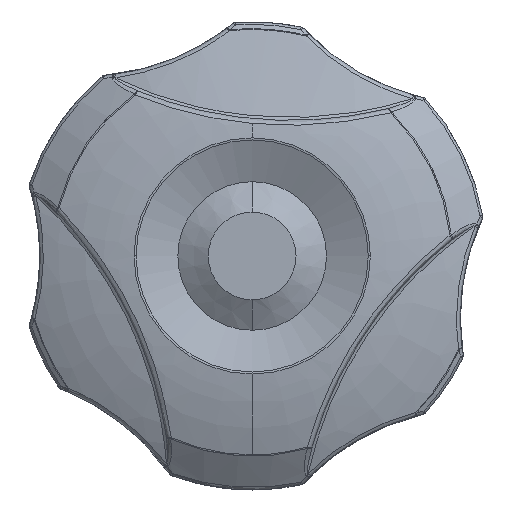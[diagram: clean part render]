
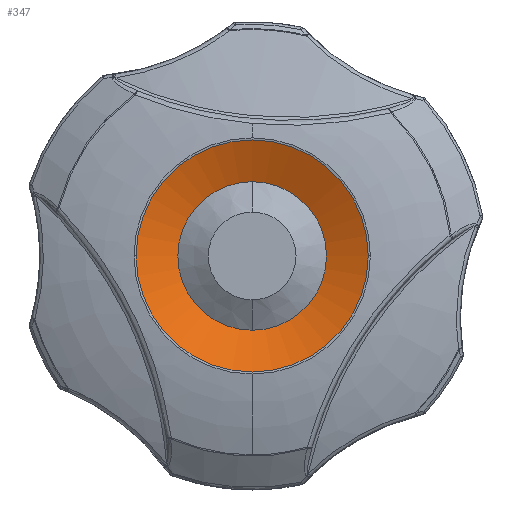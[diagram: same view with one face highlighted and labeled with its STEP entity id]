
A CAD part, left-side view. The second image highlights one B-rep face of the part: STEP entity #347.
In plain terms, the highlighted free-form (B-spline) face has degree [3, 3] with [4, 4] control points.
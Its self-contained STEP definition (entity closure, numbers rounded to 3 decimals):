
#347=ADVANCED_FACE('NONE',(#881,#882),#883,.F.);
#881=FACE_OUTER_BOUND('',#2091,.T.);
#882=FACE_BOUND('',#2092,.T.);
#883=(B_SPLINE_SURFACE(3,3,((#2094,#2095,#2096,#2097),(#2098,#2099,#2100,#2101),(#2102,#2103,#2104,#2105),(#2106,#2107,#2108,#2109)),.UNSPECIFIED.,.F.,.F.,.F.)B_SPLINE_SURFACE_WITH_KNOTS((4,4),(4,4),(0.01,0.992),(0.006,0.992),.UNSPECIFIED.)RATIONAL_B_SPLINE_SURFACE(((0.996,0.919,0.919,0.996),(0.92,0.848,0.848,0.919),(0.92,0.849,0.848,0.919),(0.997,0.92,0.92,0.996)))BOUNDED_SURFACE()REPRESENTATION_ITEM('')GEOMETRIC_REPRESENTATION_ITEM()SURFACE());
#2091=EDGE_LOOP('',(#6108,#6109));
#2092=EDGE_LOOP('',(#6110,#6111));
#2094=CARTESIAN_POINT('',(-23.742,-8.777,9.927));
#2095=CARTESIAN_POINT('',(-20.78,-3.171,9.927));
#2096=CARTESIAN_POINT('',(-20.779,3.17,9.927));
#2097=CARTESIAN_POINT('',(-23.742,8.777,9.927));
#2098=CARTESIAN_POINT('',(-20.779,-10.343,3.585));
#2099=CARTESIAN_POINT('',(-17.289,-3.737,3.585));
#2100=CARTESIAN_POINT('',(-17.288,3.735,3.585));
#2101=CARTESIAN_POINT('',(-20.779,10.343,3.585));
#2102=CARTESIAN_POINT('',(-20.78,-10.342,-3.587));
#2103=CARTESIAN_POINT('',(-17.289,-3.737,-3.587));
#2104=CARTESIAN_POINT('',(-17.289,3.735,-3.587));
#2105=CARTESIAN_POINT('',(-20.78,10.342,-3.587));
#2106=CARTESIAN_POINT('',(-23.742,-8.777,-9.927));
#2107=CARTESIAN_POINT('',(-20.78,-3.171,-9.927));
#2108=CARTESIAN_POINT('',(-20.779,3.17,-9.927));
#2109=CARTESIAN_POINT('',(-23.742,8.777,-9.927));
#6108=ORIENTED_EDGE('',*,*,#7601,.F.);
#6109=ORIENTED_EDGE('',*,*,#7506,.F.);
#6110=ORIENTED_EDGE('',*,*,#7586,.F.);
#6111=ORIENTED_EDGE('',*,*,#7599,.F.);
#7506=EDGE_CURVE('NONE',#8365,#8367,#8368,.T.);
#7586=EDGE_CURVE('NONE',#8490,#8491,#8492,.T.);
#7599=EDGE_CURVE('NONE',#8491,#8490,#8509,.T.);
#7601=EDGE_CURVE('NONE',#8367,#8365,#8511,.T.);
#8365=VERTEX_POINT('NONE',#9781);
#8367=VERTEX_POINT('NONE',#9783);
#8368=CIRCLE('',#9784,9.918);
#8490=VERTEX_POINT('NONE',#10132);
#8491=VERTEX_POINT('NONE',#10133);
#8492=CIRCLE('',#10134,6.35);
#8509=CIRCLE('',#10155,6.35);
#8511=CIRCLE('',#10157,9.918);
#9781=CARTESIAN_POINT('',(-21.561,9.918,0.));
#9783=CARTESIAN_POINT('',(-21.561,-9.918,0.));
#9784=AXIS2_PLACEMENT_3D('',#13007,#13008,#13009);
#10132=CARTESIAN_POINT('',(-20.075,0.0,6.35));
#10133=CARTESIAN_POINT('',(-20.075,0.,-6.35));
#10134=AXIS2_PLACEMENT_3D('',#13127,#13128,#13129);
#10155=AXIS2_PLACEMENT_3D('',#13146,#13147,#13148);
#10157=AXIS2_PLACEMENT_3D('',#13149,#13150,#13151);
#13007=CARTESIAN_POINT('',(-21.561,0.,0.));
#13008=DIRECTION('',(1.0,0.0,0.));
#13009=DIRECTION('',(0.0,-1.0,0.0));
#13127=CARTESIAN_POINT('',(-20.075,0.0,0.0));
#13128=DIRECTION('',(-1.0,0.0,0.0));
#13129=DIRECTION('',(0.0,0.0,1.0));
#13146=CARTESIAN_POINT('',(-20.075,0.0,0.0));
#13147=DIRECTION('',(-1.0,0.0,0.0));
#13148=DIRECTION('',(0.0,0.0,1.0));
#13149=CARTESIAN_POINT('',(-21.561,0.,0.));
#13150=DIRECTION('',(1.0,0.0,0.));
#13151=DIRECTION('',(0.0,-1.0,0.0));
